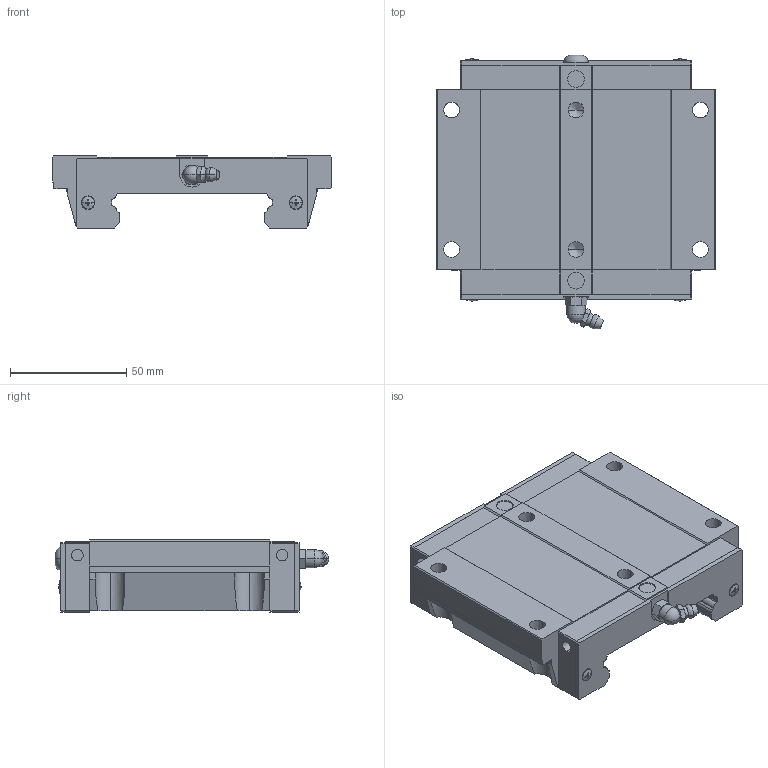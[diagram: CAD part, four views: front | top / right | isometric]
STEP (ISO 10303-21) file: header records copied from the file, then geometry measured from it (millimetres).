
FILE_DESCRIPTION(('STEP AP214'),'1');
FILE_NAME('cctmp_D960C27B-6811-471A-9E55-0E6DDF98D766_2024_08_09_15_40_49_0117..stp','2024-08-09T13:40:49',('HIWIN GmbH'),('CADClick - www.CADClick.com'),'Spatial InterOp 3D',' ','unknown authorization');
FILE_SCHEMA(('AUTOMOTIVE_DESIGN'));
Length unit declared in the file: millimetre
Products named in the file (1): WEW35CCZ0C_FILE
Bounding box: 120 x 117.71 x 31 mm (x, y, z)
Volume: 231447.3 mm3; surface area: 41029.7 mm2
Topology: 1 solids, 5 shells, 361 faces, 955 edges, 620 vertices
Faces by surface type: plane 207, cylinder 92, cone 42, torus 18, sphere 2
Entity records: 14319 total; most frequent: CARTESIAN_POINT 2503, ORIENTED_EDGE 1906, DIRECTION 1825, EDGE_CURVE 953, AXIS2_PLACEMENT_3D 626, VERTEX_POINT 620, LINE 573, VECTOR 573
